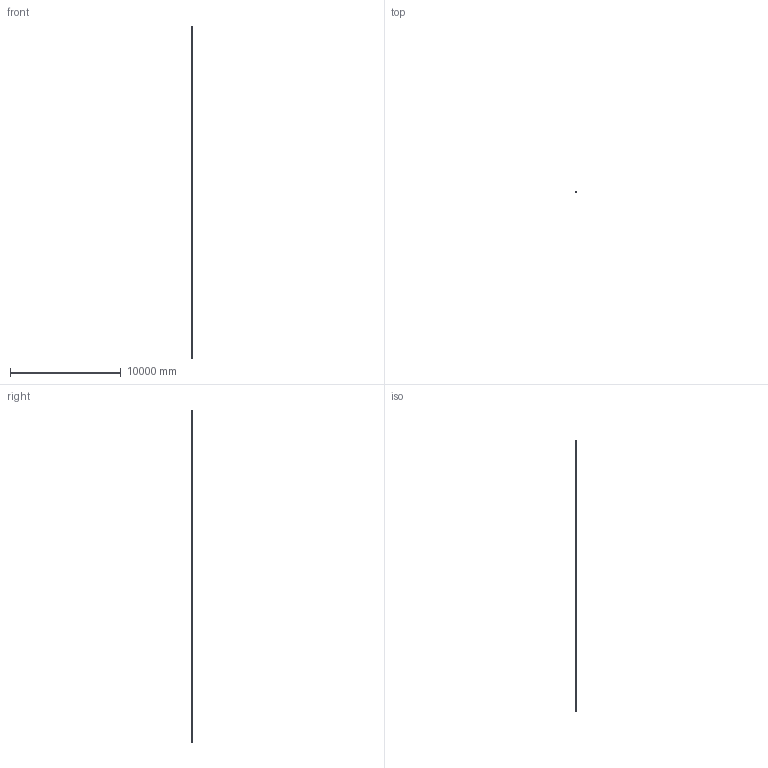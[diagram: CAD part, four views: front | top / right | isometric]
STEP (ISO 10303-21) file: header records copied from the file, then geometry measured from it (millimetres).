
FILE_DESCRIPTION (( 'STEP AP203' ), '1' );
FILE_NAME ('LongRail_Default_sldprt.STEP', '2019-04-11T17:56:35', ( '' ), ( '' ), 'SwSTEP 2.0', 'SolidWorks 2017', '' );
FILE_SCHEMA (( 'CONFIG_CONTROL_DESIGN' ));
Length unit declared in the file: millimetre
Products named in the file (1): LongRail_Default_sldprt
Bounding box: 84.87 x 90 x 30017.14 mm (x, y, z)
Volume: 53561938.8 mm3; surface area: 10476728.4 mm2
Topology: 1 solids, 1 shells, 44 faces, 126 edges, 84 vertices
Faces by surface type: cylinder 26, plane 18
Entity records: 2203 total; most frequent: CARTESIAN_POINT 935, ORIENTED_EDGE 252, DIRECTION 236, EDGE_CURVE 126, VERTEX_POINT 84, AXIS2_PLACEMENT_3D 81, LINE 74, VECTOR 74
